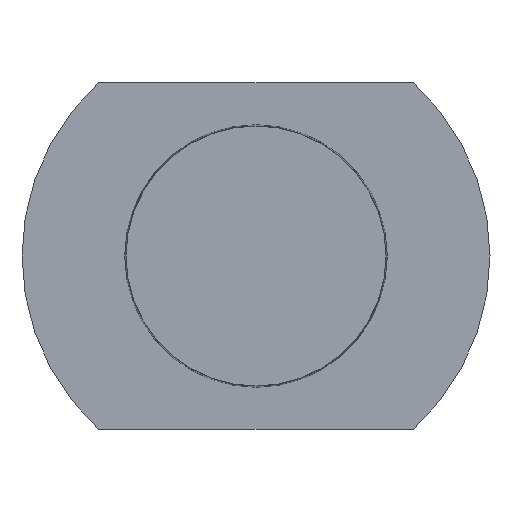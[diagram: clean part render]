
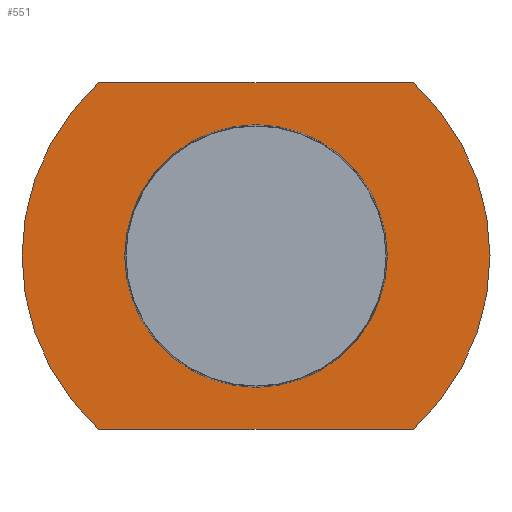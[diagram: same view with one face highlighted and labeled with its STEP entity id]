
A CAD part, front view. The second image highlights one B-rep face of the part: STEP entity #551.
In plain terms, the highlighted planar face has unit normal (0, -1, 0).
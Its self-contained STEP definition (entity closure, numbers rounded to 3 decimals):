
#5 = ORIENTED_EDGE ( 'NONE', *, *, #547, .T. ) ;
#13 = CIRCLE ( 'NONE', #332, 0.757 ) ;
#21 = EDGE_CURVE ( 'NONE', #411, #607, #469, .T. ) ;
#27 = VECTOR ( 'NONE', #574, 1000. ) ;
#33 = CIRCLE ( 'NONE', #171, 0.757 ) ;
#49 = DIRECTION ( 'NONE',  ( -1., 0., 0. ) ) ;
#63 = AXIS2_PLACEMENT_3D ( 'NONE', #388, #339, #386 ) ;
#87 = CARTESIAN_POINT ( 'NONE',  ( -0.907, -5.1, -1. ) ) ;
#96 = FACE_BOUND ( 'NONE', #248, .T. ) ;
#121 = CARTESIAN_POINT ( 'NONE',  ( -1.35, -5.1, 0. ) ) ;
#127 = VECTOR ( 'NONE', #216, 1000. ) ;
#138 = CARTESIAN_POINT ( 'NONE',  ( -1.35, -5.1, 0. ) ) ;
#143 = DIRECTION ( 'NONE',  ( -1., 0., 0. ) ) ;
#171 = AXIS2_PLACEMENT_3D ( 'NONE', #252, #596, #49 ) ;
#173 = CARTESIAN_POINT ( 'NONE',  ( 0., -5.1, 0. ) ) ;
#204 = ORIENTED_EDGE ( 'NONE', *, *, #240, .F. ) ;
#209 = EDGE_LOOP ( 'NONE', ( #204, #354, #594, #246, #219 ) ) ;
#214 = AXIS2_PLACEMENT_3D ( 'NONE', #121, #276, #522 ) ;
#215 = LINE ( 'NONE', #612, #127 ) ;
#216 = DIRECTION ( 'NONE',  ( -1., 0., 0. ) ) ;
#219 = ORIENTED_EDGE ( 'NONE', *, *, #421, .F. ) ;
#236 = VERTEX_POINT ( 'NONE', #299 ) ;
#237 = AXIS2_PLACEMENT_3D ( 'NONE', #292, #595, #143 ) ;
#240 = EDGE_CURVE ( 'NONE', #411, #383, #260, .T. ) ;
#246 = ORIENTED_EDGE ( 'NONE', *, *, #613, .F. ) ;
#248 = EDGE_LOOP ( 'NONE', ( #5, #431 ) ) ;
#252 = CARTESIAN_POINT ( 'NONE',  ( 0., -5.1, 0. ) ) ;
#253 = VERTEX_POINT ( 'NONE', #138 ) ;
#260 = CIRCLE ( 'NONE', #237, 1.35 ) ;
#269 = CIRCLE ( 'NONE', #475, 1.35 ) ;
#276 = DIRECTION ( 'NONE',  ( 0., -1., 0. ) ) ;
#292 = CARTESIAN_POINT ( 'NONE',  ( 0., -5.1, 0. ) ) ;
#299 = CARTESIAN_POINT ( 'NONE',  ( -0.757, -5.1, 0. ) ) ;
#322 = CARTESIAN_POINT ( 'NONE',  ( -0.907, -5.1, 1. ) ) ;
#323 = EDGE_CURVE ( 'NONE', #462, #236, #33, .T. ) ;
#332 = AXIS2_PLACEMENT_3D ( 'NONE', #173, #472, #573 ) ;
#339 = DIRECTION ( 'NONE',  ( 0., 1., 0. ) ) ;
#345 = CIRCLE ( 'NONE', #63, 1.35 ) ;
#351 = CARTESIAN_POINT ( 'NONE',  ( 0.907, -5.1, -1. ) ) ;
#354 = ORIENTED_EDGE ( 'NONE', *, *, #21, .T. ) ;
#364 = CARTESIAN_POINT ( 'NONE',  ( 0.758, -5.1, 0. ) ) ;
#383 = VERTEX_POINT ( 'NONE', #351 ) ;
#386 = DIRECTION ( 'NONE',  ( -1., 0., 0. ) ) ;
#388 = CARTESIAN_POINT ( 'NONE',  ( 0., -5.1, 0. ) ) ;
#402 = EDGE_CURVE ( 'NONE', #253, #607, #269, .T. ) ;
#411 = VERTEX_POINT ( 'NONE', #465 ) ;
#421 = EDGE_CURVE ( 'NONE', #383, #639, #215, .T. ) ;
#424 = PLANE ( 'NONE',  #214 ) ;
#431 = ORIENTED_EDGE ( 'NONE', *, *, #323, .T. ) ;
#462 = VERTEX_POINT ( 'NONE', #364 ) ;
#465 = CARTESIAN_POINT ( 'NONE',  ( 0.907, -5.1, 1. ) ) ;
#468 = FACE_OUTER_BOUND ( 'NONE', #209, .T. ) ;
#469 = LINE ( 'NONE', #531, #27 ) ;
#472 = DIRECTION ( 'NONE',  ( 0., 1., 0. ) ) ;
#475 = AXIS2_PLACEMENT_3D ( 'NONE', #611, #606, #557 ) ;
#522 = DIRECTION ( 'NONE',  ( 1., 0., 0. ) ) ;
#531 = CARTESIAN_POINT ( 'NONE',  ( -1.35, -5.1, 1. ) ) ;
#547 = EDGE_CURVE ( 'NONE', #236, #462, #13, .T. ) ;
#551 = ADVANCED_FACE ( 'NONE', ( #96, #468 ), #424, .T. ) ;
#557 = DIRECTION ( 'NONE',  ( -1., 0., 0. ) ) ;
#573 = DIRECTION ( 'NONE',  ( -1., 0., 0. ) ) ;
#574 = DIRECTION ( 'NONE',  ( -1., 0., 0. ) ) ;
#594 = ORIENTED_EDGE ( 'NONE', *, *, #402, .F. ) ;
#595 = DIRECTION ( 'NONE',  ( 0., 1., 0. ) ) ;
#596 = DIRECTION ( 'NONE',  ( 0., 1., 0. ) ) ;
#606 = DIRECTION ( 'NONE',  ( 0., 1., 0. ) ) ;
#607 = VERTEX_POINT ( 'NONE', #322 ) ;
#611 = CARTESIAN_POINT ( 'NONE',  ( 0., -5.1, 0. ) ) ;
#612 = CARTESIAN_POINT ( 'NONE',  ( -1.35, -5.1, -1. ) ) ;
#613 = EDGE_CURVE ( 'NONE', #639, #253, #345, .T. ) ;
#639 = VERTEX_POINT ( 'NONE', #87 ) ;
